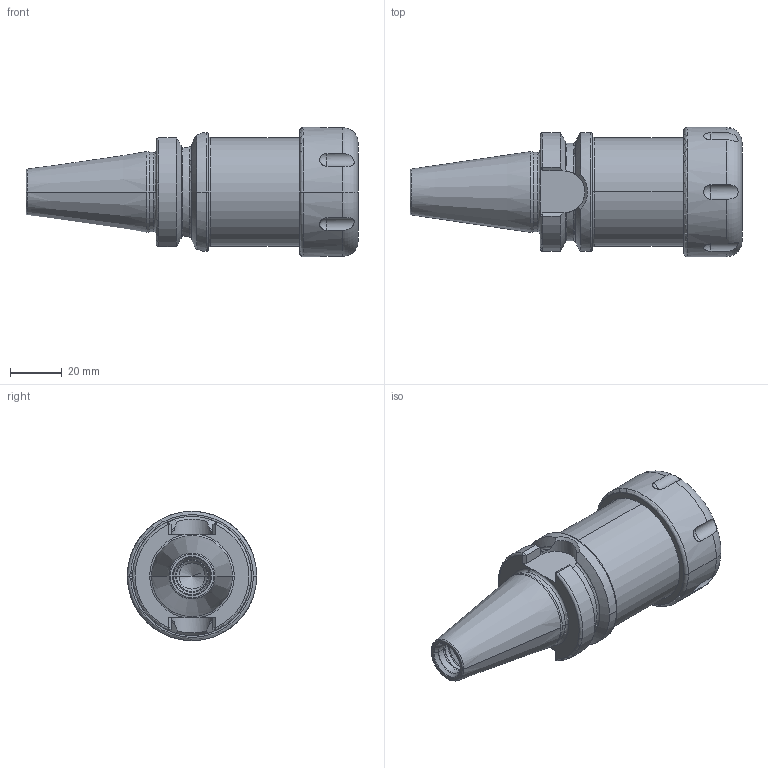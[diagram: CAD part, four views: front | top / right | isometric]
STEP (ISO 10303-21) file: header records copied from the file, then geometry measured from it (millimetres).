
FILE_DESCRIPTION((''),'2;1');
FILE_NAME('30-520-32-3_ASM','2013-05-29T',('mei'),(''),'PRO/ENGINEER BY PARAMETRIC TECHNOLOGY CORPORATION, 2010430','PRO/ENGINEER BY PARAMETRIC TECHNOLOGY CORPORATION, 2010430','');
FILE_SCHEMA(('CONFIG_CONTROL_DESIGN'));
Length unit declared in the file: millimetre
Products named in the file (3): 30-520-32-3; 83-914-32; 30-520-32-3_ASM
Assembly tree (2 placements, depth 2):
  30-520-32-3_ASM
    30-520-32-3
    83-914-32
Bounding box: 128.4 x 50 x 50 mm (x, y, z)
Volume: 113020.1 mm3; surface area: 30421 mm2
Topology: 2 solids, 3 shells, 162 faces, 395 edges, 239 vertices
Faces by surface type: cylinder 48, cone 37, plane 35, torus 30, bspline 6, sphere 6
Entity records: 5438 total; most frequent: CARTESIAN_POINT 1562, DIRECTION 843, ORIENTED_EDGE 774, EDGE_CURVE 389, AXIS2_PLACEMENT_3D 355, VERTEX_POINT 239, CIRCLE 192, EDGE_LOOP 172
